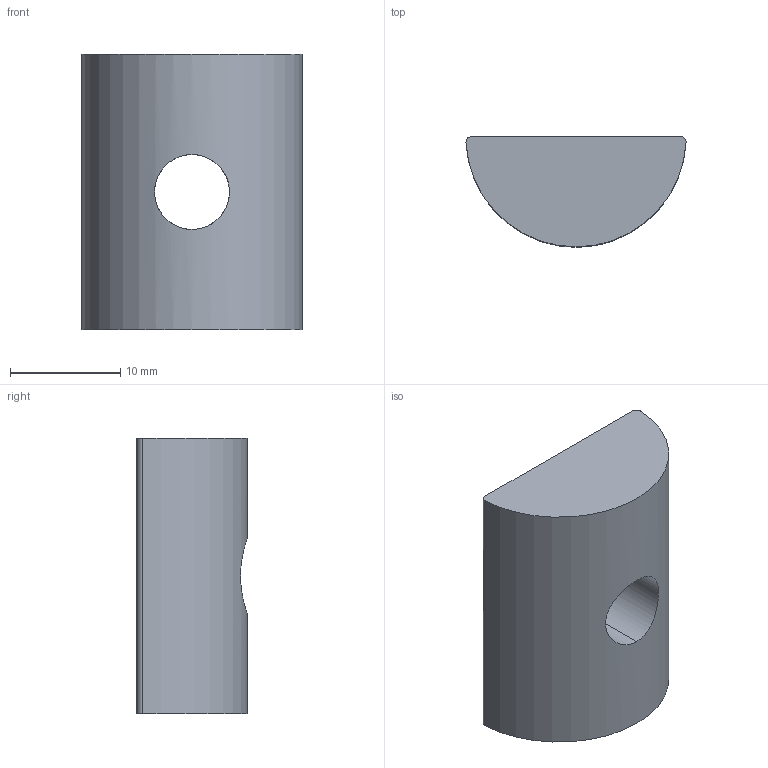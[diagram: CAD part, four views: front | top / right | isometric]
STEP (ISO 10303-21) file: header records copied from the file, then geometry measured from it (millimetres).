
FILE_DESCRIPTION (( 'STEP AP214' ), '1' );
FILE_NAME ('096178.STEP', '2014-08-18T12:14:19', ( '' ), ( '' ), 'SwSTEP 2.0', 'SolidWorks 2014', '' );
FILE_SCHEMA (( 'AUTOMOTIVE_DESIGN' ));
Length unit declared in the file: millimetre
Products named in the file (1): 096178
Bounding box: 19.97 x 10 x 25 mm (x, y, z)
Volume: 3566.2 mm3; surface area: 1722.1 mm2
Topology: 1 solids, 1 shells, 9 faces, 21 edges, 14 vertices
Faces by surface type: cylinder 6, plane 3
Entity records: 383 total; most frequent: CARTESIAN_POINT 107, DIRECTION 49, ORIENTED_EDGE 42, EDGE_CURVE 21, AXIS2_PLACEMENT_3D 20, VERTEX_POINT 14, EDGE_LOOP 11, CIRCLE 10
